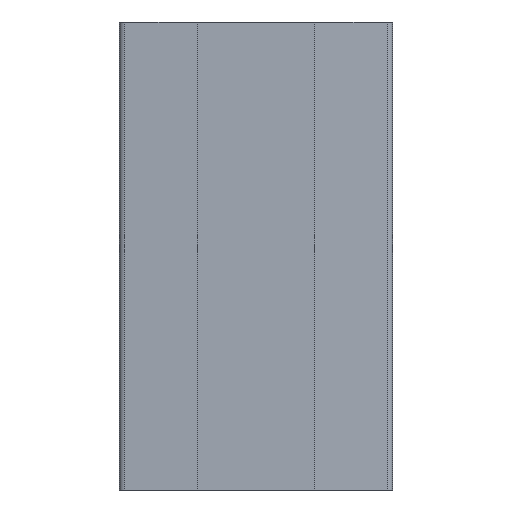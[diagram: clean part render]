
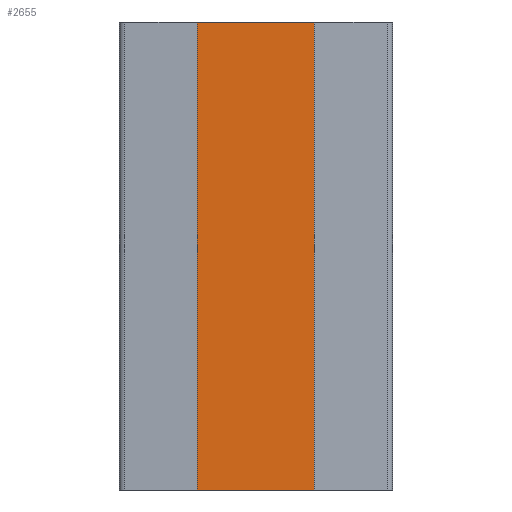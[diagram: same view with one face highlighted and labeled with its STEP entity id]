
A CAD part, front view. The second image highlights one B-rep face of the part: STEP entity #2655.
In plain terms, the highlighted planar face has unit normal (0, -1, 0).
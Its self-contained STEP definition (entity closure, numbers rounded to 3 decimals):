
#80 = ORIENTED_EDGE ( 'NONE', *, *, #2991, .T. ) ;
#101 = CARTESIAN_POINT ( 'NONE',  ( -7.5, -40., -30. ) ) ;
#262 = LINE ( 'NONE', #426, #477 ) ;
#426 = CARTESIAN_POINT ( 'NONE',  ( -7.5, -40., 30. ) ) ;
#477 = VECTOR ( 'NONE', #1704, 1000. ) ;
#631 = EDGE_CURVE ( 'NONE', #3036, #4747, #2683, .T. ) ;
#652 = PLANE ( 'NONE',  #5605 ) ;
#680 = DIRECTION ( 'NONE',  ( 0., 1., 0. ) ) ;
#956 = EDGE_CURVE ( 'NONE', #1355, #5014, #262, .T. ) ;
#976 = CARTESIAN_POINT ( 'NONE',  ( -7.5, -40., 30. ) ) ;
#1220 = ORIENTED_EDGE ( 'NONE', *, *, #631, .F. ) ;
#1238 = CARTESIAN_POINT ( 'NONE',  ( 7.5, -40., 30. ) ) ;
#1276 = DIRECTION ( 'NONE',  ( 1., 0., 0. ) ) ;
#1355 = VERTEX_POINT ( 'NONE', #976 ) ;
#1704 = DIRECTION ( 'NONE',  ( 0., 0., -1. ) ) ;
#1772 = CARTESIAN_POINT ( 'NONE',  ( 7.5, -40., 30. ) ) ;
#2014 = CARTESIAN_POINT ( 'NONE',  ( 7.5, -40., -30. ) ) ;
#2030 = EDGE_CURVE ( 'NONE', #1355, #3036, #4293, .T. ) ;
#2323 = DIRECTION ( 'NONE',  ( -1., 0., 0. ) ) ;
#2338 = CARTESIAN_POINT ( 'NONE',  ( 7.5, -40., 30. ) ) ;
#2416 = EDGE_LOOP ( 'NONE', ( #80, #1220, #5233, #4082 ) ) ;
#2655 = ADVANCED_FACE ( 'NONE', ( #2949 ), #652, .F. ) ;
#2677 = LINE ( 'NONE', #3420, #4184 ) ;
#2683 = LINE ( 'NONE', #4997, #4720 ) ;
#2790 = DIRECTION ( 'NONE',  ( 0., 0., -1. ) ) ;
#2949 = FACE_OUTER_BOUND ( 'NONE', #2416, .T. ) ;
#2991 = EDGE_CURVE ( 'NONE', #5014, #4747, #2677, .T. ) ;
#3036 = VERTEX_POINT ( 'NONE', #1772 ) ;
#3420 = CARTESIAN_POINT ( 'NONE',  ( 7.5, -40., -30. ) ) ;
#4082 = ORIENTED_EDGE ( 'NONE', *, *, #956, .T. ) ;
#4184 = VECTOR ( 'NONE', #4714, 1000. ) ;
#4293 = LINE ( 'NONE', #1238, #4688 ) ;
#4688 = VECTOR ( 'NONE', #1276, 1000. ) ;
#4714 = DIRECTION ( 'NONE',  ( 1., 0., 0. ) ) ;
#4720 = VECTOR ( 'NONE', #2790, 1000. ) ;
#4747 = VERTEX_POINT ( 'NONE', #2014 ) ;
#4997 = CARTESIAN_POINT ( 'NONE',  ( 7.5, -40., 30. ) ) ;
#5014 = VERTEX_POINT ( 'NONE', #101 ) ;
#5233 = ORIENTED_EDGE ( 'NONE', *, *, #2030, .F. ) ;
#5605 = AXIS2_PLACEMENT_3D ( 'NONE', #2338, #680, #2323 ) ;
